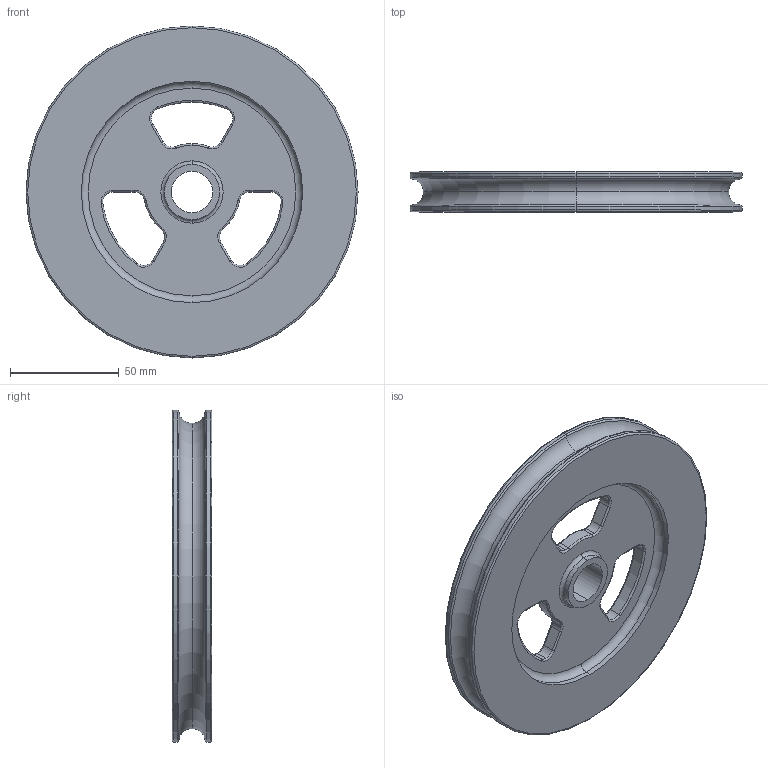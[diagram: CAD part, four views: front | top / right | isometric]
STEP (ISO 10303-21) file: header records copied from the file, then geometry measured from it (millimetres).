
FILE_DESCRIPTION (( 'STEP AP214' ), '1' );
FILE_NAME ('large_pulley_Default_sldprt_new.STEP', '2019-05-07T19:13:18', ( '' ), ( '' ), 'SwSTEP 2.0', 'SolidWorks 2017', '' );
FILE_SCHEMA (( 'AUTOMOTIVE_DESIGN' ));
Length unit declared in the file: inch
Products named in the file (1): large_pulley_Default_sldprt_new
Bounding box: 152.4 x 18.29 x 152.4 mm (x, y, z)
Volume: 202335.1 mm3; surface area: 49271.7 mm2
Topology: 1 solids, 1 shells, 121 faces, 272 edges, 157 vertices
Faces by surface type: torus 62, cylinder 47, plane 12
Entity records: 3465 total; most frequent: DIRECTION 723, CARTESIAN_POINT 551, ORIENTED_EDGE 544, AXIS2_PLACEMENT_3D 329, EDGE_CURVE 272, CIRCLE 207, VERTEX_POINT 157, EDGE_LOOP 133
